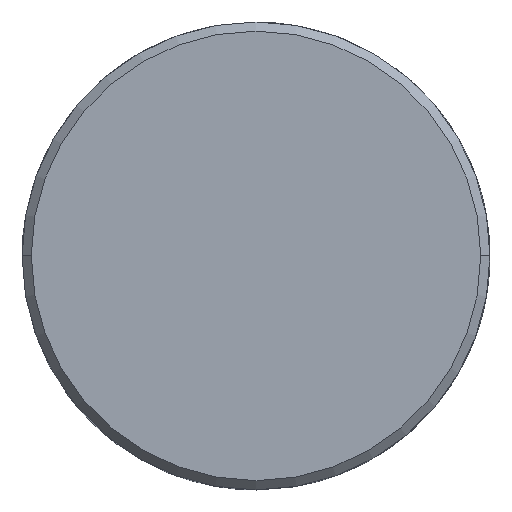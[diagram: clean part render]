
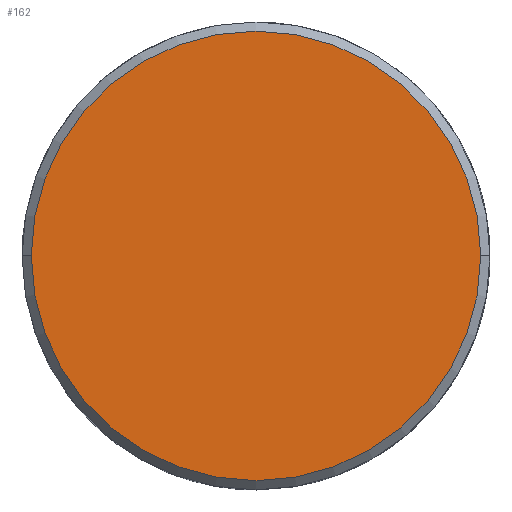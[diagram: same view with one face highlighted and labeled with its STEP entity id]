
A CAD part, top view. The second image highlights one B-rep face of the part: STEP entity #162.
In plain terms, the highlighted planar face has unit normal (0, 0, 1).
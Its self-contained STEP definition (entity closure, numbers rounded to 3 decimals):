
#69 = EDGE_CURVE ( 'NONE', #2088, #704, #117, .T. ) ;
#80 = CIRCLE ( 'NONE', #2144, 6.1 ) ;
#117 = CIRCLE ( 'NONE', #459, 6.1 ) ;
#162 = ADVANCED_FACE ( 'NONE', ( #2116 ), #2162, .T. ) ;
#216 = EDGE_CURVE ( 'NONE', #704, #2088, #80, .T. ) ;
#297 = ORIENTED_EDGE ( 'NONE', *, *, #69, .T. ) ;
#305 = ORIENTED_EDGE ( 'NONE', *, *, #216, .T. ) ;
#389 = CARTESIAN_POINT ( 'NONE',  ( 0., 0., 1.5 ) ) ;
#390 = DIRECTION ( 'NONE',  ( 0., 0., 1. ) ) ;
#391 = DIRECTION ( 'NONE',  ( 1., 0., 0. ) ) ;
#459 = AXIS2_PLACEMENT_3D ( 'NONE', #389, #390, #391 ) ;
#531 = EDGE_LOOP ( 'NONE', ( #305, #297 ) ) ;
#704 = VERTEX_POINT ( 'NONE', #1385 ) ;
#1085 = CARTESIAN_POINT ( 'NONE',  ( 0., 0., 1.5 ) ) ;
#1086 = DIRECTION ( 'NONE',  ( 0., 0., 1. ) ) ;
#1087 = DIRECTION ( 'NONE',  ( 1., 0., 0. ) ) ;
#1385 = CARTESIAN_POINT ( 'NONE',  ( -6.1, 0., 1.5 ) ) ;
#1456 = CARTESIAN_POINT ( 'NONE',  ( 6.1, 0., 1.5 ) ) ;
#2088 = VERTEX_POINT ( 'NONE', #1456 ) ;
#2114 = AXIS2_PLACEMENT_3D ( 'NONE', #2163, #2164, #2165 ) ;
#2116 = FACE_OUTER_BOUND ( 'NONE', #531, .T. ) ;
#2144 = AXIS2_PLACEMENT_3D ( 'NONE', #1085, #1086, #1087 ) ;
#2162 = PLANE ( 'NONE',  #2114 ) ;
#2163 = CARTESIAN_POINT ( 'NONE',  ( 0., 0., 1.5 ) ) ;
#2164 = DIRECTION ( 'NONE',  ( 0., 0., 1. ) ) ;
#2165 = DIRECTION ( 'NONE',  ( 1., 0., 0. ) ) ;
